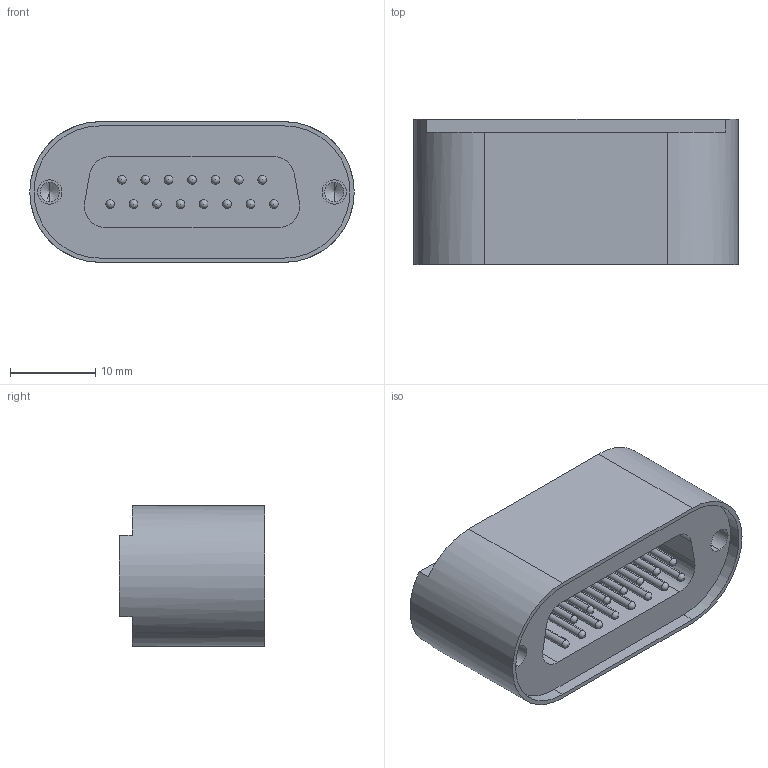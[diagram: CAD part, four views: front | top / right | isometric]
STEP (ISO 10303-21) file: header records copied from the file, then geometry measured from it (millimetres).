
FILE_DESCRIPTION (( 'STEP AP214' ), '1' );
FILE_NAME ('218-D15-SS.STEP', '2014-05-14T11:33:24', ( 'allectra' ), ( 'Microsoft' ), 'SwSTEP 2.0', 'SolidWorks 2013', '' );
FILE_SCHEMA (( 'AUTOMOTIVE_DESIGN' ));
Length unit declared in the file: millimetre
Products named in the file (3): 9210-PIN-FENI; 9218-D9-37-SS_15 pin 1mm; 218-D15-SS
Assembly tree (16 placements, depth 2):
  218-D15-SS
    9218-D9-37-SS_15 pin 1mm
    9210-PIN-FENI  x15
Bounding box: 38 x 17 x 16.5 mm (x, y, z)
Volume: 6058.8 mm3; surface area: 4720.2 mm2
Topology: 16 solids, 16 shells, 151 faces, 418 edges, 272 vertices
Faces by surface type: cylinder 88, sphere 30, plane 25, cone 8
Entity records: 3164 total; most frequent: DIRECTION 588, CARTESIAN_POINT 506, ORIENTED_EDGE 472, AXIS2_PLACEMENT_3D 238, EDGE_CURVE 236, VERTEX_POINT 156, EDGE_LOOP 136, CIRCLE 124
